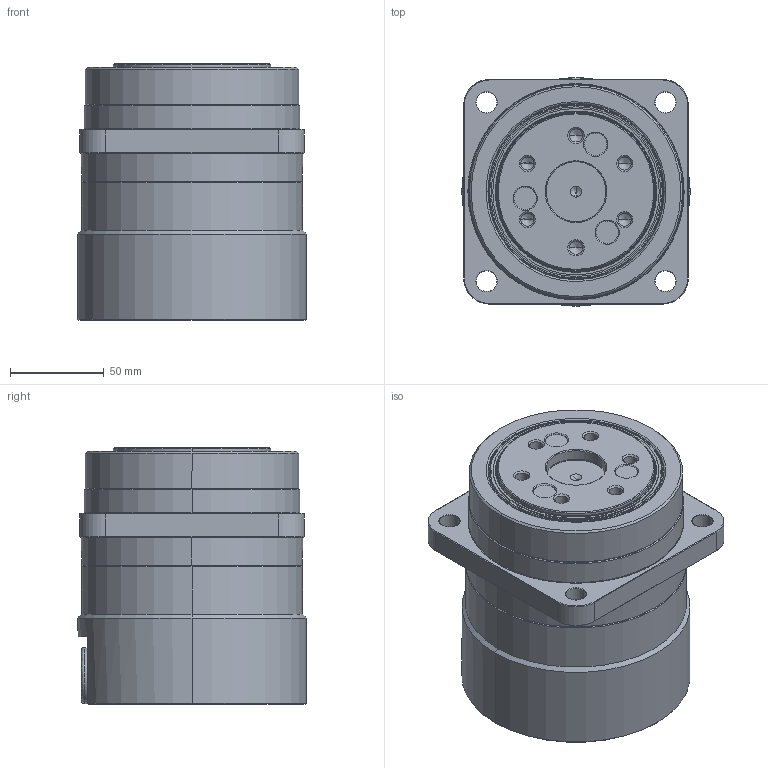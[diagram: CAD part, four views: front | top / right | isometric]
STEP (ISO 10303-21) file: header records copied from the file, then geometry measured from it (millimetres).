
FILE_DESCRIPTION (( 'STEP AP214' ), '1' );
FILE_NAME ('HPG-32A-45-F0NIYF.STEP', '2016-12-14T02:22:16', ( 'installer' ), ( '' ), 'SwSTEP 2.0', 'SolidWorks 2015', '' );
FILE_SCHEMA (( 'AUTOMOTIVE_DESIGN' ));
Length unit declared in the file: millimetre
Products named in the file (3): HPG-32A-45-F0NIYF; HPG-32A-NIY_fixed; HPG-32A-F-F0_output
Assembly tree (2 placements, depth 2):
  HPG-32A-45-F0NIYF
    HPG-32A-NIY_fixed
    HPG-32A-F-F0_output
Bounding box: 122 x 122 x 137 mm (x, y, z)
Volume: 1453657.7 mm3; surface area: 129194.6 mm2
Topology: 2 solids, 2 shells, 428 faces, 999 edges, 619 vertices
Faces by surface type: plane 147, cylinder 131, cone 118, bspline 32
Entity records: 18223 total; most frequent: CARTESIAN_POINT 3580, DIRECTION 2175, ORIENTED_EDGE 1954, EDGE_CURVE 977, AXIS2_PLACEMENT_3D 852, VERTEX_POINT 619, EDGE_LOOP 504, VECTOR 471
